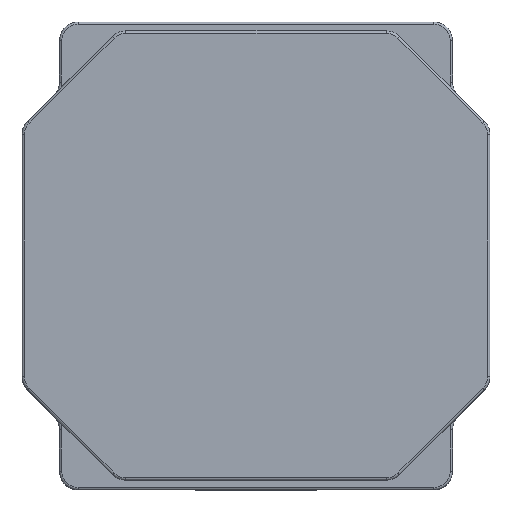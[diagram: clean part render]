
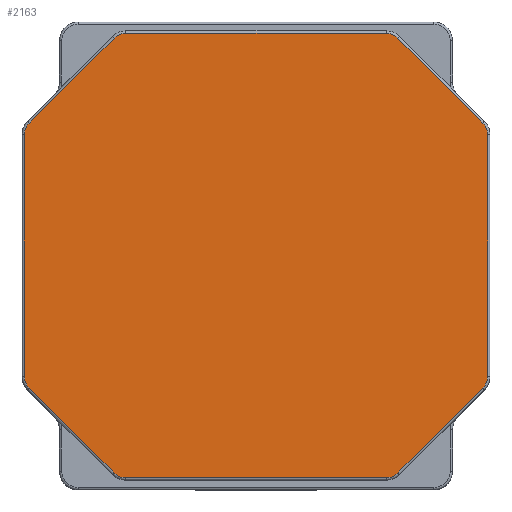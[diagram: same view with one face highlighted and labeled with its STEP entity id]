
A CAD part, top view. The second image highlights one B-rep face of the part: STEP entity #2163.
In plain terms, the highlighted planar face has unit normal (0, 0, 1).
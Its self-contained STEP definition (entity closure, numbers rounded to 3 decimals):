
#20=PLANE('',#2348);
#67=LINE('',#3319,#241);
#69=LINE('',#3331,#243);
#71=LINE('',#3343,#245);
#73=LINE('',#3355,#247);
#75=LINE('',#3367,#249);
#77=LINE('',#3379,#251);
#79=LINE('',#3391,#253);
#80=LINE('',#3399,#254);
#241=VECTOR('',#2585,10.);
#243=VECTOR('',#2599,10.);
#245=VECTOR('',#2613,10.);
#247=VECTOR('',#2627,10.);
#249=VECTOR('',#2641,10.);
#251=VECTOR('',#2655,10.);
#253=VECTOR('',#2669,10.);
#254=VECTOR('',#2680,10.);
#494=FACE_OUTER_BOUND('',#629,.T.);
#629=EDGE_LOOP('',(#1490,#1491,#1492,#1493,#1494,#1495,#1496,#1497,#1498,
#1499,#1500,#1501,#1502,#1503,#1504,#1505));
#743=CIRCLE('',#2290,0.175);
#749=CIRCLE('',#2298,0.175);
#753=CIRCLE('',#2304,0.175);
#757=CIRCLE('',#2310,0.175);
#761=CIRCLE('',#2316,0.175);
#765=CIRCLE('',#2322,0.175);
#769=CIRCLE('',#2328,0.175);
#773=CIRCLE('',#2334,0.175);
#888=VERTEX_POINT('',#3307);
#889=VERTEX_POINT('',#3309);
#891=VERTEX_POINT('',#3315);
#893=VERTEX_POINT('',#3321);
#895=VERTEX_POINT('',#3327);
#897=VERTEX_POINT('',#3333);
#899=VERTEX_POINT('',#3339);
#901=VERTEX_POINT('',#3345);
#903=VERTEX_POINT('',#3351);
#905=VERTEX_POINT('',#3357);
#907=VERTEX_POINT('',#3363);
#909=VERTEX_POINT('',#3369);
#911=VERTEX_POINT('',#3375);
#913=VERTEX_POINT('',#3381);
#915=VERTEX_POINT('',#3387);
#917=VERTEX_POINT('',#3393);
#1076=EDGE_CURVE('',#888,#889,#743,.T.);
#1081=EDGE_CURVE('',#889,#891,#67,.T.);
#1084=EDGE_CURVE('',#891,#893,#749,.T.);
#1087=EDGE_CURVE('',#893,#895,#69,.T.);
#1090=EDGE_CURVE('',#895,#897,#753,.T.);
#1093=EDGE_CURVE('',#897,#899,#71,.T.);
#1096=EDGE_CURVE('',#899,#901,#757,.T.);
#1099=EDGE_CURVE('',#901,#903,#73,.T.);
#1102=EDGE_CURVE('',#903,#905,#761,.T.);
#1105=EDGE_CURVE('',#905,#907,#75,.T.);
#1108=EDGE_CURVE('',#907,#909,#765,.T.);
#1111=EDGE_CURVE('',#909,#911,#77,.T.);
#1114=EDGE_CURVE('',#911,#913,#769,.T.);
#1117=EDGE_CURVE('',#913,#915,#79,.T.);
#1120=EDGE_CURVE('',#915,#917,#773,.T.);
#1121=EDGE_CURVE('',#917,#888,#80,.T.);
#1490=ORIENTED_EDGE('',*,*,#1076,.F.);
#1491=ORIENTED_EDGE('',*,*,#1121,.F.);
#1492=ORIENTED_EDGE('',*,*,#1120,.F.);
#1493=ORIENTED_EDGE('',*,*,#1117,.F.);
#1494=ORIENTED_EDGE('',*,*,#1114,.F.);
#1495=ORIENTED_EDGE('',*,*,#1111,.F.);
#1496=ORIENTED_EDGE('',*,*,#1108,.F.);
#1497=ORIENTED_EDGE('',*,*,#1105,.F.);
#1498=ORIENTED_EDGE('',*,*,#1102,.F.);
#1499=ORIENTED_EDGE('',*,*,#1099,.F.);
#1500=ORIENTED_EDGE('',*,*,#1096,.F.);
#1501=ORIENTED_EDGE('',*,*,#1093,.F.);
#1502=ORIENTED_EDGE('',*,*,#1090,.F.);
#1503=ORIENTED_EDGE('',*,*,#1087,.F.);
#1504=ORIENTED_EDGE('',*,*,#1084,.F.);
#1505=ORIENTED_EDGE('',*,*,#1081,.F.);
#2163=ADVANCED_FACE('',(#494),#20,.T.);
#2290=AXIS2_PLACEMENT_3D('',#3310,#2574,#2575);
#2298=AXIS2_PLACEMENT_3D('',#3325,#2592,#2593);
#2304=AXIS2_PLACEMENT_3D('',#3337,#2606,#2607);
#2310=AXIS2_PLACEMENT_3D('',#3349,#2620,#2621);
#2316=AXIS2_PLACEMENT_3D('',#3361,#2634,#2635);
#2322=AXIS2_PLACEMENT_3D('',#3373,#2648,#2649);
#2328=AXIS2_PLACEMENT_3D('',#3385,#2662,#2663);
#2334=AXIS2_PLACEMENT_3D('',#3397,#2676,#2677);
#2348=AXIS2_PLACEMENT_3D('',#3435,#2719,#2720);
#2574=DIRECTION('center_axis',(0.,0.,-1.));
#2575=DIRECTION('ref_axis',(-0.383,0.924,0.));
#2585=DIRECTION('',(1.,0.,0.));
#2592=DIRECTION('center_axis',(0.,0.,-1.));
#2593=DIRECTION('ref_axis',(0.383,0.924,0.));
#2599=DIRECTION('',(0.707,-0.707,0.));
#2606=DIRECTION('center_axis',(0.,0.,-1.));
#2607=DIRECTION('ref_axis',(0.924,0.383,0.));
#2613=DIRECTION('',(0.,-1.,0.));
#2620=DIRECTION('center_axis',(0.,0.,-1.));
#2621=DIRECTION('ref_axis',(0.924,-0.383,0.));
#2627=DIRECTION('',(-0.707,-0.707,0.));
#2634=DIRECTION('center_axis',(0.,0.,-1.));
#2635=DIRECTION('ref_axis',(0.383,-0.924,0.));
#2641=DIRECTION('',(-1.,0.,0.));
#2648=DIRECTION('center_axis',(0.,0.,-1.));
#2649=DIRECTION('ref_axis',(-0.383,-0.924,0.));
#2655=DIRECTION('',(-0.707,0.707,0.));
#2662=DIRECTION('center_axis',(0.,0.,-1.));
#2663=DIRECTION('ref_axis',(-0.924,-0.383,0.));
#2669=DIRECTION('',(0.,1.,0.));
#2676=DIRECTION('center_axis',(0.,0.,-1.));
#2677=DIRECTION('ref_axis',(-0.924,0.383,0.));
#2680=DIRECTION('',(0.707,0.707,0.));
#2719=DIRECTION('center_axis',(0.,0.,1.));
#2720=DIRECTION('ref_axis',(1.,0.,0.));
#3307=CARTESIAN_POINT('',(-1.516,2.324,3.));
#3309=CARTESIAN_POINT('',(-1.393,2.375,3.));
#3310=CARTESIAN_POINT('Origin',(-1.393,2.2,3.));
#3315=CARTESIAN_POINT('',(1.393,2.375,3.));
#3319=CARTESIAN_POINT('',(0.738,2.375,3.));
#3321=CARTESIAN_POINT('',(1.516,2.324,3.));
#3325=CARTESIAN_POINT('Origin',(1.393,2.2,3.));
#3327=CARTESIAN_POINT('',(2.424,1.416,3.));
#3331=CARTESIAN_POINT('',(2.201,1.639,3.));
#3333=CARTESIAN_POINT('',(2.475,1.293,3.));
#3337=CARTESIAN_POINT('Origin',(2.3,1.293,3.));
#3339=CARTESIAN_POINT('',(2.475,-1.293,3.));
#3343=CARTESIAN_POINT('',(2.475,-0.688,3.));
#3345=CARTESIAN_POINT('',(2.424,-1.416,3.));
#3349=CARTESIAN_POINT('Origin',(2.3,-1.293,3.));
#3351=CARTESIAN_POINT('',(1.516,-2.324,3.));
#3355=CARTESIAN_POINT('',(2.001,-1.839,3.));
#3357=CARTESIAN_POINT('',(1.393,-2.375,3.));
#3361=CARTESIAN_POINT('Origin',(1.393,-2.2,3.));
#3363=CARTESIAN_POINT('',(-1.393,-2.375,3.));
#3367=CARTESIAN_POINT('',(-0.738,-2.375,3.));
#3369=CARTESIAN_POINT('',(-1.516,-2.324,3.));
#3373=CARTESIAN_POINT('Origin',(-1.393,-2.2,3.));
#3375=CARTESIAN_POINT('',(-2.424,-1.416,3.));
#3379=CARTESIAN_POINT('',(-2.201,-1.639,3.));
#3381=CARTESIAN_POINT('',(-2.475,-1.293,3.));
#3385=CARTESIAN_POINT('Origin',(-2.3,-1.293,3.));
#3387=CARTESIAN_POINT('',(-2.475,1.293,3.));
#3391=CARTESIAN_POINT('',(-2.475,0.688,3.));
#3393=CARTESIAN_POINT('',(-2.424,1.416,3.));
#3397=CARTESIAN_POINT('Origin',(-2.3,1.293,3.));
#3399=CARTESIAN_POINT('',(-2.001,1.839,3.));
#3435=CARTESIAN_POINT('Origin',(0.,0.,3.));
